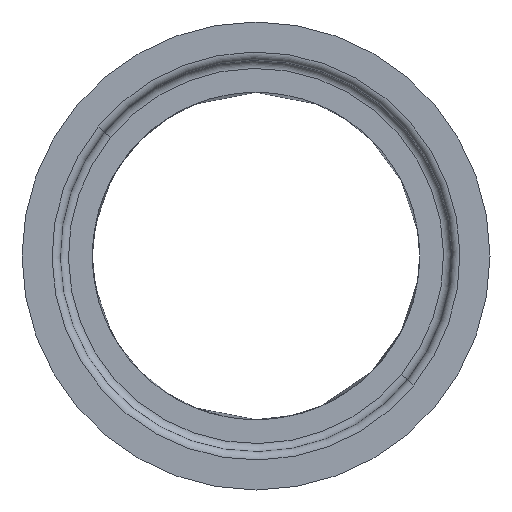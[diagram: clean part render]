
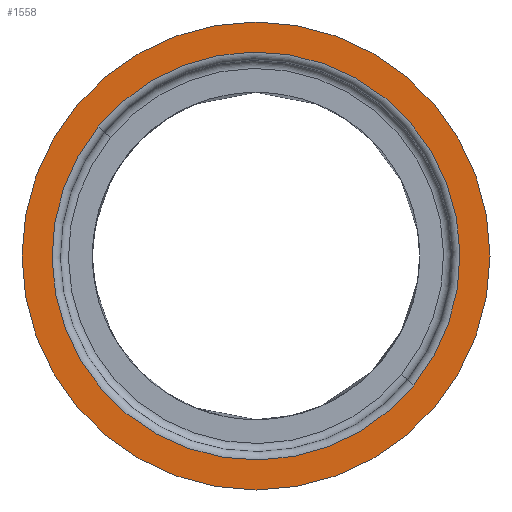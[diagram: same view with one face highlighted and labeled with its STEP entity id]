
A CAD part, front view. The second image highlights one B-rep face of the part: STEP entity #1558.
In plain terms, the highlighted face is planar.
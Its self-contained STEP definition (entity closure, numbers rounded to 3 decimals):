
#58 = AXIS2_PLACEMENT_3D ( 'NONE', #3630, #10923, #10151 ) ;
#609 = VERTEX_POINT ( 'NONE', #4086 ) ;
#612 = CIRCLE ( 'NONE', #3854, 249.3 ) ;
#792 = ORIENTED_EDGE ( 'NONE', *, *, #9259, .T. ) ;
#1558 = ADVANCED_FACE ( 'NONE', ( #2858, #6501 ), #10861, .F. ) ;
#1792 = EDGE_CURVE ( 'NONE', #609, #2680, #612, .T. ) ;
#2584 = VERTEX_POINT ( 'NONE', #11619 ) ;
#2680 = VERTEX_POINT ( 'NONE', #3417 ) ;
#2858 = FACE_BOUND ( 'NONE', #4706, .T. ) ;
#2892 = CARTESIAN_POINT ( 'NONE',  ( 0., 0., -85. ) ) ;
#3417 = CARTESIAN_POINT ( 'NONE',  ( -193.115, -157.662, -85. ) ) ;
#3630 = CARTESIAN_POINT ( 'NONE',  ( 0., 0., -85. ) ) ;
#3792 = DIRECTION ( 'NONE',  ( 0., 0., 1. ) ) ;
#3823 = CARTESIAN_POINT ( 'NONE',  ( 0., 0., -85. ) ) ;
#3854 = AXIS2_PLACEMENT_3D ( 'NONE', #9894, #3792, #6365 ) ;
#4086 = CARTESIAN_POINT ( 'NONE',  ( 193.115, 157.662, -85. ) ) ;
#4260 = AXIS2_PLACEMENT_3D ( 'NONE', #5875, #9488, #11448 ) ;
#4275 = AXIS2_PLACEMENT_3D ( 'NONE', #2892, #4735, #5567 ) ;
#4667 = CIRCLE ( 'NONE', #4275, 286. ) ;
#4685 = ORIENTED_EDGE ( 'NONE', *, *, #8070, .T. ) ;
#4706 = EDGE_LOOP ( 'NONE', ( #10778, #4685 ) ) ;
#4735 = DIRECTION ( 'NONE',  ( 0., 0., -1. ) ) ;
#5257 = EDGE_LOOP ( 'NONE', ( #792, #9476 ) ) ;
#5409 = AXIS2_PLACEMENT_3D ( 'NONE', #3823, #9600, #11397 ) ;
#5567 = DIRECTION ( 'NONE',  ( -1., 0., 0. ) ) ;
#5875 = CARTESIAN_POINT ( 'NONE',  ( 0., 0., -85. ) ) ;
#6365 = DIRECTION ( 'NONE',  ( 0.775, 0.632, 0. ) ) ;
#6501 = FACE_OUTER_BOUND ( 'NONE', #5257, .T. ) ;
#6905 = EDGE_CURVE ( 'NONE', #8397, #2584, #7339, .T. ) ;
#7339 = CIRCLE ( 'NONE', #4260, 286. ) ;
#8070 = EDGE_CURVE ( 'NONE', #2680, #609, #8297, .T. ) ;
#8297 = CIRCLE ( 'NONE', #5409, 249.3 ) ;
#8397 = VERTEX_POINT ( 'NONE', #10611 ) ;
#9259 = EDGE_CURVE ( 'NONE', #2584, #8397, #4667, .T. ) ;
#9476 = ORIENTED_EDGE ( 'NONE', *, *, #6905, .T. ) ;
#9488 = DIRECTION ( 'NONE',  ( 0., 0., -1. ) ) ;
#9600 = DIRECTION ( 'NONE',  ( 0., 0., 1. ) ) ;
#9894 = CARTESIAN_POINT ( 'NONE',  ( 0., 0., -85. ) ) ;
#10151 = DIRECTION ( 'NONE',  ( 1., 0., 0. ) ) ;
#10611 = CARTESIAN_POINT ( 'NONE',  ( 286., 0., -85. ) ) ;
#10778 = ORIENTED_EDGE ( 'NONE', *, *, #1792, .T. ) ;
#10861 = PLANE ( 'NONE',  #58 ) ;
#10923 = DIRECTION ( 'NONE',  ( 0., 0., 1. ) ) ;
#11397 = DIRECTION ( 'NONE',  ( 0.775, 0.632, 0. ) ) ;
#11448 = DIRECTION ( 'NONE',  ( -1., 0., 0. ) ) ;
#11619 = CARTESIAN_POINT ( 'NONE',  ( -286., 0., -85. ) ) ;
